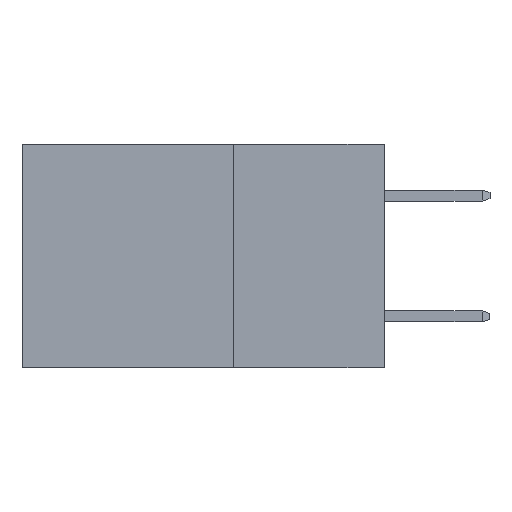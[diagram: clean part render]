
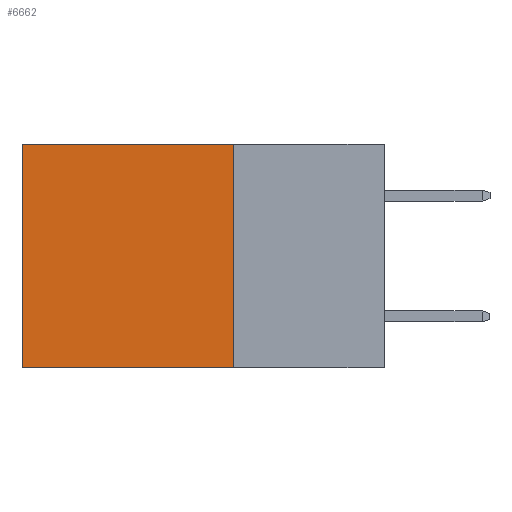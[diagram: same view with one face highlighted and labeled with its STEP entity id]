
A CAD part, left-side view. The second image highlights one B-rep face of the part: STEP entity #6662.
In plain terms, the highlighted planar face has unit normal (-1, 0, 0).
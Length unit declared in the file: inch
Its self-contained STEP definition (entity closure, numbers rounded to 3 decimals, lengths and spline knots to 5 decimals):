
#643 = ORIENTED_EDGE ( 'NONE', *, *, #15389, .T. ) ;
#970 = CARTESIAN_POINT ( 'NONE',  ( 0.298, 0.25, 0. ) ) ;
#1309 = CARTESIAN_POINT ( 'NONE',  ( 0.298, 0.25, -0.37 ) ) ;
#2723 = CARTESIAN_POINT ( 'NONE',  ( 0.298, 0.25, 0. ) ) ;
#2885 = LINE ( 'NONE', #16040, #15886 ) ;
#3642 = ORIENTED_EDGE ( 'NONE', *, *, #13019, .F. ) ;
#4149 = LINE ( 'NONE', #10400, #13841 ) ;
#5305 = ORIENTED_EDGE ( 'NONE', *, *, #10761, .T. ) ;
#5616 = EDGE_LOOP ( 'NONE', ( #643, #12715, #3642, #5305 ) ) ;
#5672 = VERTEX_POINT ( 'NONE', #12174 ) ;
#6662 = ADVANCED_FACE ( 'NONE', ( #7351 ), #12873, .F. ) ;
#7351 = FACE_OUTER_BOUND ( 'NONE', #5616, .T. ) ;
#9120 = DIRECTION ( 'NONE',  ( 0., 0., -1. ) ) ;
#9145 = CARTESIAN_POINT ( 'NONE',  ( 0.298, 0.25, -0.37 ) ) ;
#9735 = EDGE_CURVE ( 'NONE', #10279, #12867, #14719, .T. ) ;
#10279 = VERTEX_POINT ( 'NONE', #1309 ) ;
#10400 = CARTESIAN_POINT ( 'NONE',  ( 0.298, 0.6, 0. ) ) ;
#10761 = EDGE_CURVE ( 'NONE', #13947, #5672, #2885, .T. ) ;
#10854 = AXIS2_PLACEMENT_3D ( 'NONE', #2723, #12665, #12230 ) ;
#11112 = DIRECTION ( 'NONE',  ( 0., 1., 0. ) ) ;
#11182 = DIRECTION ( 'NONE',  ( 0., 0., -1. ) ) ;
#11200 = VECTOR ( 'NONE', #11182, 39.37008 ) ;
#11211 = CARTESIAN_POINT ( 'NONE',  ( 0.298, 0.25, 0. ) ) ;
#11463 = VECTOR ( 'NONE', #13006, 39.37008 ) ;
#11622 = LINE ( 'NONE', #970, #11200 ) ;
#12166 = CARTESIAN_POINT ( 'NONE',  ( 0.298, 0.6, -0.37 ) ) ;
#12174 = CARTESIAN_POINT ( 'NONE',  ( 0.298, 0.6, 0. ) ) ;
#12230 = DIRECTION ( 'NONE',  ( 0., 0., -1. ) ) ;
#12665 = DIRECTION ( 'NONE',  ( 1., 0., 0. ) ) ;
#12715 = ORIENTED_EDGE ( 'NONE', *, *, #9735, .F. ) ;
#12867 = VERTEX_POINT ( 'NONE', #12166 ) ;
#12873 = PLANE ( 'NONE',  #10854 ) ;
#13006 = DIRECTION ( 'NONE',  ( 0., 1., 0. ) ) ;
#13019 = EDGE_CURVE ( 'NONE', #13947, #10279, #11622, .T. ) ;
#13841 = VECTOR ( 'NONE', #9120, 39.37008 ) ;
#13947 = VERTEX_POINT ( 'NONE', #11211 ) ;
#14719 = LINE ( 'NONE', #9145, #11463 ) ;
#15389 = EDGE_CURVE ( 'NONE', #5672, #12867, #4149, .T. ) ;
#15886 = VECTOR ( 'NONE', #11112, 39.37008 ) ;
#16040 = CARTESIAN_POINT ( 'NONE',  ( 0.298, 0.25, 0. ) ) ;
